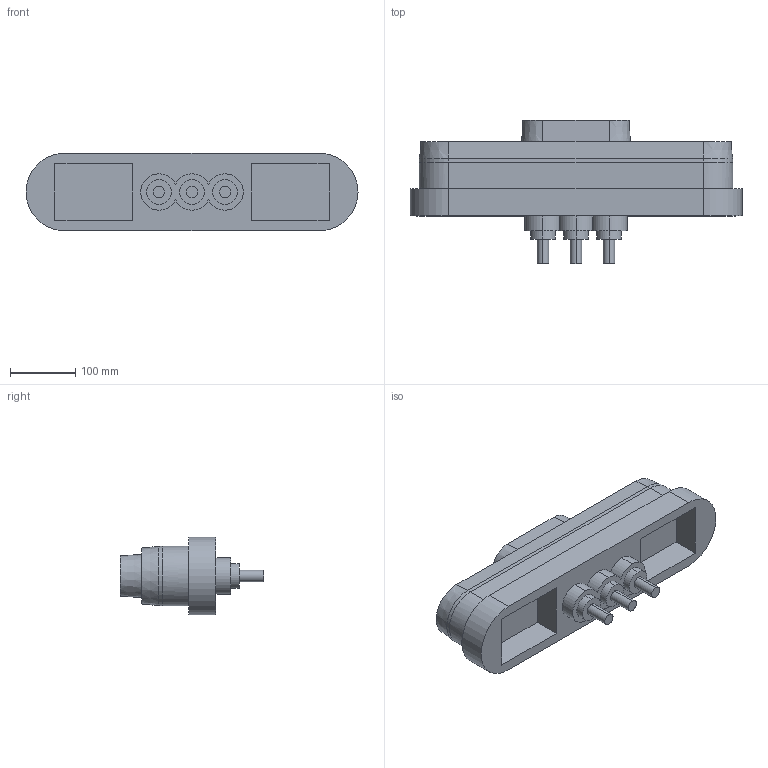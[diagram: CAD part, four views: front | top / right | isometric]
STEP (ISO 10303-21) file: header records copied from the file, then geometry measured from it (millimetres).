
FILE_DESCRIPTION (( 'STEP AP214' ), '1' );
FILE_NAME ('685G0321210110E.STEP', '2023-05-01T18:20:51', ( '' ), ( '' ), 'SwSTEP 2.0', 'SolidWorks 2020', '' );
FILE_SCHEMA (( 'AUTOMOTIVE_DESIGN' ));
Length unit declared in the file: inch
Products named in the file (1): 685G0321210110E
Bounding box: 510.54 x 220.98 x 119.38 mm (x, y, z)
Volume: 4608908.5 mm3; surface area: 350154.7 mm2
Topology: 1 solids, 1 shells, 102 faces, 251 edges, 159 vertices
Faces by surface type: plane 47, cylinder 43, sphere 6, cone 6
Entity records: 4321 total; most frequent: DIRECTION 553, CARTESIAN_POINT 495, ORIENTED_EDGE 478, EDGE_CURVE 239, AXIS2_PLACEMENT_3D 211, VERTEX_POINT 153, LINE 131, VECTOR 131
